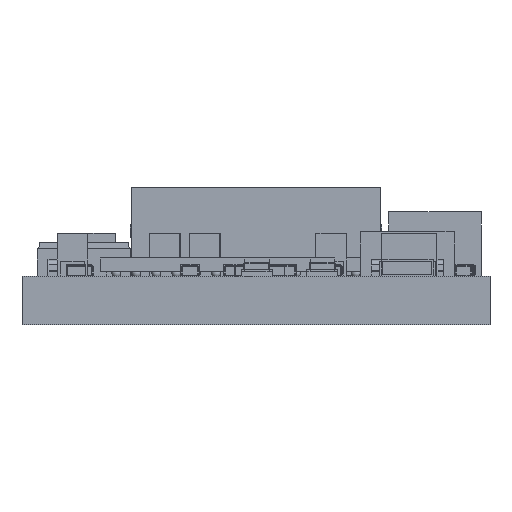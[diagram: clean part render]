
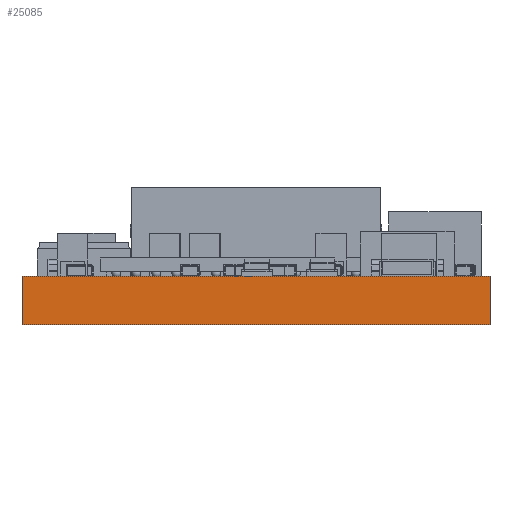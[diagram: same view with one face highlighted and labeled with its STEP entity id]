
A CAD part, front view. The second image highlights one B-rep face of the part: STEP entity #25085.
In plain terms, the highlighted planar face has unit normal (0, -1, 0).
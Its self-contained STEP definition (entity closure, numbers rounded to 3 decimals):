
#3821=FACE_OUTER_BOUND('',#5178,.T.);
#5178=EDGE_LOOP('',(#17505,#17506,#17507,#17508));
#6502=LINE('',#36807,#9003);
#6646=LINE('',#37231,#9147);
#6648=LINE('',#37234,#9149);
#6649=LINE('',#37235,#9150);
#9003=VECTOR('',#29295,1.);
#9147=VECTOR('',#29715,1.);
#9149=VECTOR('',#29719,1.);
#9150=VECTOR('',#29720,1.);
#11504=VERTEX_POINT('',#36805);
#11505=VERTEX_POINT('',#36806);
#11646=VERTEX_POINT('',#37228);
#11647=VERTEX_POINT('',#37230);
#13716=EDGE_CURVE('',#11504,#11505,#6502,.T.);
#13928=EDGE_CURVE('',#11647,#11646,#6646,.T.);
#13930=EDGE_CURVE('',#11646,#11505,#6648,.T.);
#13931=EDGE_CURVE('',#11647,#11504,#6649,.T.);
#17505=ORIENTED_EDGE('',*,*,#13928,.T.);
#17506=ORIENTED_EDGE('',*,*,#13930,.T.);
#17507=ORIENTED_EDGE('',*,*,#13716,.F.);
#17508=ORIENTED_EDGE('',*,*,#13931,.F.);
#24268=PLANE('',#26924);
#25085=ADVANCED_FACE('',(#3821),#24268,.T.);
#26924=AXIS2_PLACEMENT_3D('',#37233,#29717,#29718);
#29295=DIRECTION('',(0.,0.,1.));
#29715=DIRECTION('',(0.,0.,1.));
#29717=DIRECTION('center_axis',(0.,-1.,0.));
#29718=DIRECTION('ref_axis',(-1.,0.,0.));
#29719=DIRECTION('',(-1.,0.,0.));
#29720=DIRECTION('',(-1.,0.,0.));
#36805=CARTESIAN_POINT('',(-7.62,-29.972,-1.572));
#36806=CARTESIAN_POINT('',(-7.62,-29.972,0.));
#36807=CARTESIAN_POINT('',(-7.62,-29.972,-1.572));
#37228=CARTESIAN_POINT('',(7.62,-29.972,0.));
#37230=CARTESIAN_POINT('',(7.62,-29.972,-1.572));
#37231=CARTESIAN_POINT('',(7.62,-29.972,-1.572));
#37233=CARTESIAN_POINT('Origin',(7.62,-29.972,-1.572));
#37234=CARTESIAN_POINT('',(7.62,-29.972,0.));
#37235=CARTESIAN_POINT('',(7.62,-29.972,-1.572));
